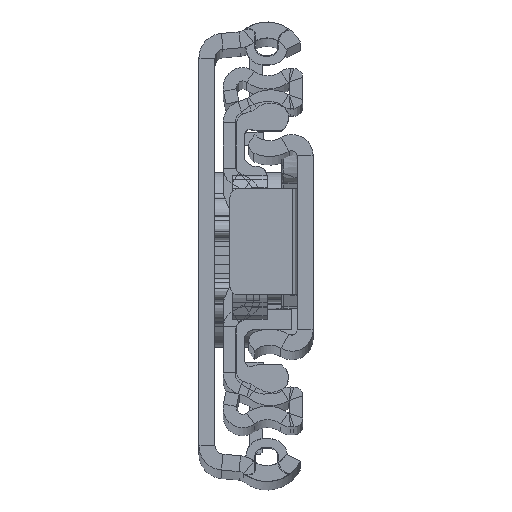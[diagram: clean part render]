
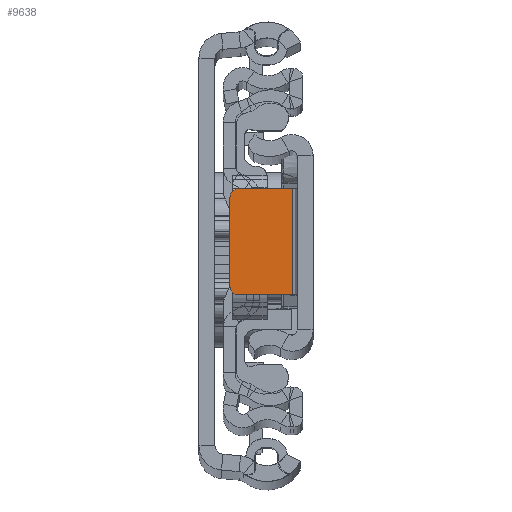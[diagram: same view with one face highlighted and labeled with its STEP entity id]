
A CAD part, top view. The second image highlights one B-rep face of the part: STEP entity #9638.
In plain terms, the highlighted planar face has unit normal (0, 0, 1).
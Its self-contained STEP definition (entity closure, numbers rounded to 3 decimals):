
#53 = CARTESIAN_POINT ( 'NONE',  ( -8.4, 6.151, -6.8 ) ) ;
#754 = VECTOR ( 'NONE', #33323, 1000. ) ;
#1395 = VERTEX_POINT ( 'NONE', #33480 ) ;
#1724 = EDGE_CURVE ( 'NONE', #29653, #1780, #20357, .T. ) ;
#1780 = VERTEX_POINT ( 'NONE', #6994 ) ;
#2409 = CARTESIAN_POINT ( 'NONE',  ( -2.3, 6.151, -6.8 ) ) ;
#3218 = ORIENTED_EDGE ( 'NONE', *, *, #8159, .F. ) ;
#3884 = DIRECTION ( 'NONE',  ( 0., 0., 1. ) ) ;
#4296 = LINE ( 'NONE', #30181, #18422 ) ;
#4343 = DIRECTION ( 'NONE',  ( 0., 0., 1. ) ) ;
#5567 = CARTESIAN_POINT ( 'NONE',  ( -8.4, 5.151, -6.8 ) ) ;
#5971 = AXIS2_PLACEMENT_3D ( 'NONE', #19766, #4343, #6735 ) ;
#6274 = PLANE ( 'NONE',  #28281 ) ;
#6348 = CARTESIAN_POINT ( 'NONE',  ( -2.3, -5.849, -6.8 ) ) ;
#6506 = EDGE_CURVE ( 'NONE', #22702, #22295, #25679, .T. ) ;
#6735 = DIRECTION ( 'NONE',  ( 1., 0., 0. ) ) ;
#6789 = CARTESIAN_POINT ( 'NONE',  ( -1.8, 6.151, -6.8 ) ) ;
#6994 = CARTESIAN_POINT ( 'NONE',  ( -9.4, 5.151, -6.8 ) ) ;
#8159 = EDGE_CURVE ( 'NONE', #22295, #18954, #20742, .T. ) ;
#8947 = EDGE_CURVE ( 'NONE', #22702, #1780, #13957, .T. ) ;
#9038 = VECTOR ( 'NONE', #18497, 1000. ) ;
#9638 = ADVANCED_FACE ( 'NONE', ( #16408 ), #6274, .T. ) ;
#12172 = DIRECTION ( 'NONE',  ( -1., 0., 0. ) ) ;
#12336 = AXIS2_PLACEMENT_3D ( 'NONE', #5567, #16022, #23921 ) ;
#13957 = CIRCLE ( 'NONE', #12336, 1. ) ;
#14161 = DIRECTION ( 'NONE',  ( 1., 0., 0. ) ) ;
#15415 = ORIENTED_EDGE ( 'NONE', *, *, #28473, .F. ) ;
#16022 = DIRECTION ( 'NONE',  ( 0., 0., 1. ) ) ;
#16408 = FACE_OUTER_BOUND ( 'NONE', #33289, .T. ) ;
#16947 = CIRCLE ( 'NONE', #5971, 1. ) ;
#18422 = VECTOR ( 'NONE', #12172, 1000. ) ;
#18497 = DIRECTION ( 'NONE',  ( 0., -1., 0. ) ) ;
#18954 = VERTEX_POINT ( 'NONE', #6348 ) ;
#18965 = CARTESIAN_POINT ( 'NONE',  ( -2.3, 6.151, -6.8 ) ) ;
#19766 = CARTESIAN_POINT ( 'NONE',  ( -8.4, -4.849, -6.8 ) ) ;
#20012 = DIRECTION ( 'NONE',  ( 0., 1., 0. ) ) ;
#20357 = LINE ( 'NONE', #30802, #25698 ) ;
#20742 = LINE ( 'NONE', #2409, #9038 ) ;
#22295 = VERTEX_POINT ( 'NONE', #18965 ) ;
#22702 = VERTEX_POINT ( 'NONE', #53 ) ;
#22916 = ORIENTED_EDGE ( 'NONE', *, *, #8947, .T. ) ;
#23921 = DIRECTION ( 'NONE',  ( 1., 0., 0. ) ) ;
#24473 = CARTESIAN_POINT ( 'NONE',  ( 0., 0., -6.8 ) ) ;
#24659 = ORIENTED_EDGE ( 'NONE', *, *, #30627, .T. ) ;
#25679 = LINE ( 'NONE', #6789, #754 ) ;
#25698 = VECTOR ( 'NONE', #20012, 1000. ) ;
#28281 = AXIS2_PLACEMENT_3D ( 'NONE', #24473, #3884, #14161 ) ;
#28473 = EDGE_CURVE ( 'NONE', #18954, #1395, #4296, .T. ) ;
#29653 = VERTEX_POINT ( 'NONE', #31547 ) ;
#30181 = CARTESIAN_POINT ( 'NONE',  ( -9.4, -5.849, -6.8 ) ) ;
#30627 = EDGE_CURVE ( 'NONE', #29653, #1395, #16947, .T. ) ;
#30802 = CARTESIAN_POINT ( 'NONE',  ( -9.4, 6.151, -6.8 ) ) ;
#30907 = ORIENTED_EDGE ( 'NONE', *, *, #6506, .F. ) ;
#31547 = CARTESIAN_POINT ( 'NONE',  ( -9.4, -4.849, -6.8 ) ) ;
#33289 = EDGE_LOOP ( 'NONE', ( #33804, #24659, #15415, #3218, #30907, #22916 ) ) ;
#33323 = DIRECTION ( 'NONE',  ( 1., 0., 0. ) ) ;
#33480 = CARTESIAN_POINT ( 'NONE',  ( -8.4, -5.849, -6.8 ) ) ;
#33804 = ORIENTED_EDGE ( 'NONE', *, *, #1724, .F. ) ;
